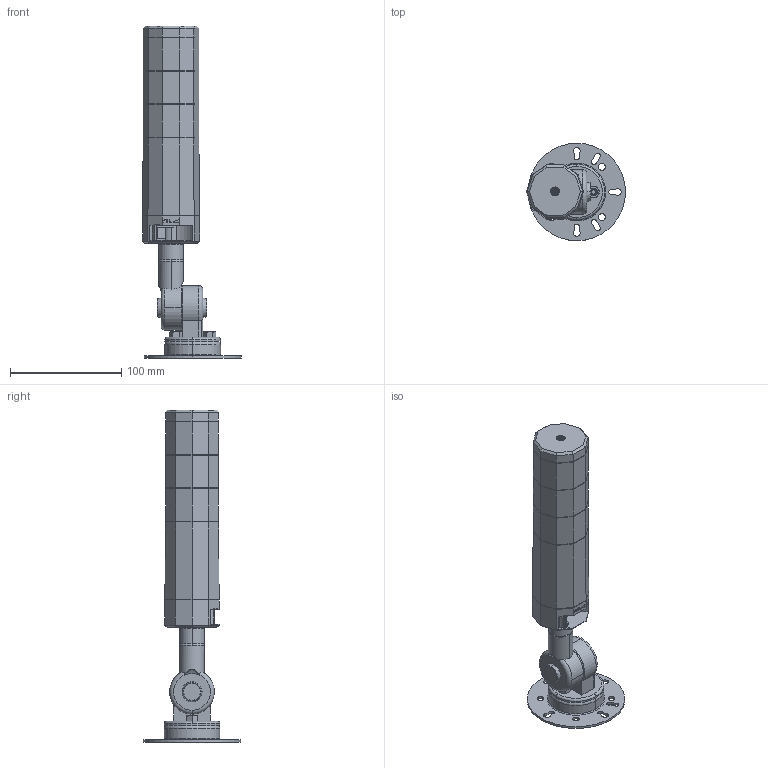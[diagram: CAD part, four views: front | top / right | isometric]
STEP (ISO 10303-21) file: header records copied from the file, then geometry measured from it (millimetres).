
FILE_DESCRIPTION (( 'STEP AP203' ), '1' );
FILE_NAME ('NLA50DC-3B3DZ SERIES.STEP', '2026-03-09T03:05:25', ( '' ), ( '' ), 'SwSTEP 2.0', 'SolidWorks 2021', '' );
FILE_SCHEMA (( 'CONFIG_CONTROL_DESIGN' ));
Length unit declared in the file: millimetre
Products named in the file (1): NLA50DC-3B3DZ SERIES
Bounding box: 88.86 x 87.5 x 298 mm (x, y, z)
Volume: 440486.4 mm3; surface area: 94130.1 mm2
Topology: 26 solids, 26 shells, 632 faces, 1580 edges, 1022 vertices
Faces by surface type: plane 358, cylinder 152, bspline 62, cone 30, torus 24, sphere 6
Entity records: 19974 total; most frequent: CARTESIAN_POINT 4825, ORIENTED_EDGE 3160, DIRECTION 3064, EDGE_CURVE 1580, AXIS2_PLACEMENT_3D 1047, VERTEX_POINT 1022, LINE 970, VECTOR 970
